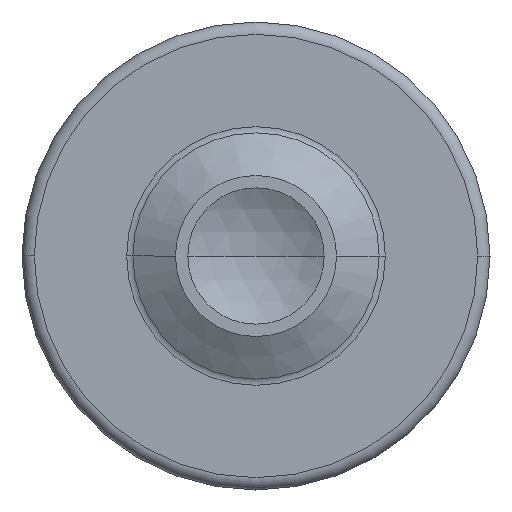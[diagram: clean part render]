
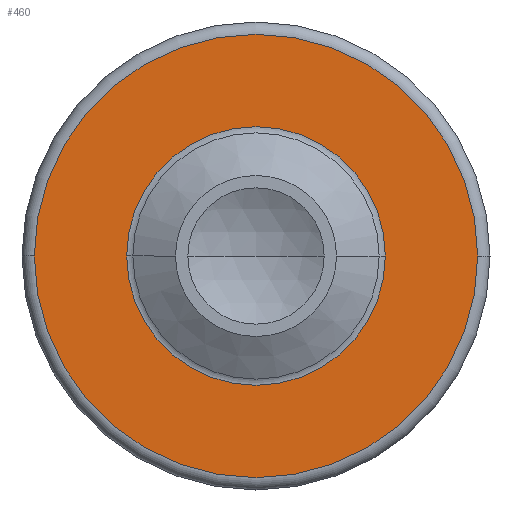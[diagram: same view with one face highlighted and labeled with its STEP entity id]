
A CAD part, front view. The second image highlights one B-rep face of the part: STEP entity #460.
In plain terms, the highlighted planar face has unit normal (0, -1, 0).
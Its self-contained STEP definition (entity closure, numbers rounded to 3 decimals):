
#10 = FACE_OUTER_BOUND ( 'NONE', #1359, .T. ) ;
#26 = DIRECTION ( 'NONE',  ( 1., 0., 0. ) ) ;
#77 = DIRECTION ( 'NONE',  ( 1., 0., 0. ) ) ;
#85 = DIRECTION ( 'NONE',  ( 0., -1., 0. ) ) ;
#96 = VERTEX_POINT ( 'NONE', #941 ) ;
#100 = AXIS2_PLACEMENT_3D ( 'NONE', #286, #1130, #405 ) ;
#262 = ORIENTED_EDGE ( 'NONE', *, *, #564, .F. ) ;
#284 = FACE_BOUND ( 'NONE', #989, .T. ) ;
#286 = CARTESIAN_POINT ( 'NONE',  ( 1.05, 0., 0. ) ) ;
#323 = EDGE_CURVE ( 'NONE', #928, #96, #937, .T. ) ;
#324 = CARTESIAN_POINT ( 'NONE',  ( -1.8, 0., 0. ) ) ;
#405 = DIRECTION ( 'NONE',  ( 1., 0., 0. ) ) ;
#460 = ADVANCED_FACE ( 'NONE', ( #10, #284 ), #1259, .T. ) ;
#488 = CIRCLE ( 'NONE', #563, 1.8 ) ;
#492 = CARTESIAN_POINT ( 'NONE',  ( 1.8, 0., 0. ) ) ;
#525 = CARTESIAN_POINT ( 'NONE',  ( 0., 0., 0. ) ) ;
#563 = AXIS2_PLACEMENT_3D ( 'NONE', #525, #1383, #634 ) ;
#564 = EDGE_CURVE ( 'NONE', #96, #928, #1122, .T. ) ;
#634 = DIRECTION ( 'NONE',  ( 1., 0., 0. ) ) ;
#728 = DIRECTION ( 'NONE',  ( 0., -1., 0. ) ) ;
#737 = VERTEX_POINT ( 'NONE', #492 ) ;
#744 = CARTESIAN_POINT ( 'NONE',  ( 1.05, 0., 0. ) ) ;
#788 = DIRECTION ( 'NONE',  ( 1., 0., 0. ) ) ;
#885 = EDGE_CURVE ( 'NONE', #737, #1085, #488, .T. ) ;
#923 = CARTESIAN_POINT ( 'NONE',  ( 0., 0., 0. ) ) ;
#928 = VERTEX_POINT ( 'NONE', #744 ) ;
#937 = CIRCLE ( 'NONE', #1049, 1.05 ) ;
#941 = CARTESIAN_POINT ( 'NONE',  ( -1.05, 0., 0. ) ) ;
#989 = EDGE_LOOP ( 'NONE', ( #1083, #262 ) ) ;
#1049 = AXIS2_PLACEMENT_3D ( 'NONE', #1478, #728, #26 ) ;
#1072 = AXIS2_PLACEMENT_3D ( 'NONE', #1411, #1535, #77 ) ;
#1083 = ORIENTED_EDGE ( 'NONE', *, *, #323, .F. ) ;
#1085 = VERTEX_POINT ( 'NONE', #324 ) ;
#1115 = CIRCLE ( 'NONE', #1133, 1.8 ) ;
#1122 = CIRCLE ( 'NONE', #1072, 1.05 ) ;
#1130 = DIRECTION ( 'NONE',  ( 0., -1., 0. ) ) ;
#1133 = AXIS2_PLACEMENT_3D ( 'NONE', #923, #85, #788 ) ;
#1168 = ORIENTED_EDGE ( 'NONE', *, *, #1492, .T. ) ;
#1259 = PLANE ( 'NONE',  #100 ) ;
#1359 = EDGE_LOOP ( 'NONE', ( #1366, #1168 ) ) ;
#1366 = ORIENTED_EDGE ( 'NONE', *, *, #885, .T. ) ;
#1383 = DIRECTION ( 'NONE',  ( 0., -1., 0. ) ) ;
#1411 = CARTESIAN_POINT ( 'NONE',  ( 0., 0., 0. ) ) ;
#1478 = CARTESIAN_POINT ( 'NONE',  ( 0., 0., 0. ) ) ;
#1492 = EDGE_CURVE ( 'NONE', #1085, #737, #1115, .T. ) ;
#1535 = DIRECTION ( 'NONE',  ( 0., -1., 0. ) ) ;
